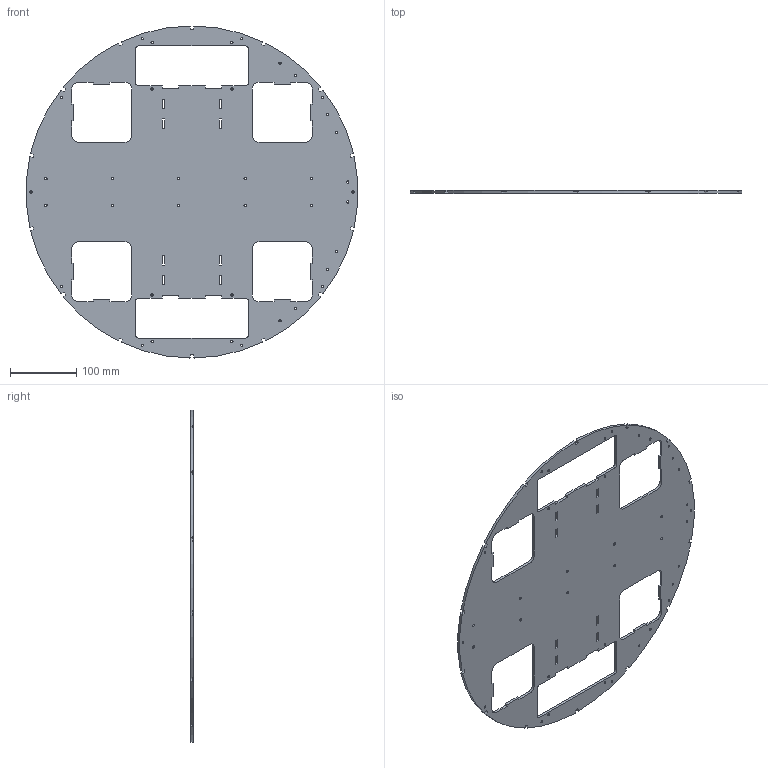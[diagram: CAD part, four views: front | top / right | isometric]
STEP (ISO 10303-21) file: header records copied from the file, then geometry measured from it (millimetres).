
FILE_DESCRIPTION (( 'STEP AP203' ), '1' );
FILE_NAME ('001_Base_SR_v01.STEP', '2022-01-03T16:45:11', ( '' ), ( '' ), 'SwSTEP 2.0', 'SolidWorks 2018', '' );
FILE_SCHEMA (( 'CONFIG_CONTROL_DESIGN' ));
Length unit declared in the file: millimetre
Products named in the file (1): 001_Base_SR_v01
Bounding box: 498.77 x 4 x 499.95 mm (x, y, z)
Volume: 571764.5 mm3; surface area: 304928 mm2
Topology: 1 solids, 1 shells, 332 faces, 990 edges, 660 vertices
Faces by surface type: cylinder 184, plane 148
Entity records: 11567 total; most frequent: DIRECTION 2024, CARTESIAN_POINT 1983, ORIENTED_EDGE 1980, EDGE_CURVE 990, AXIS2_PLACEMENT_3D 701, VERTEX_POINT 660, LINE 622, VECTOR 622
